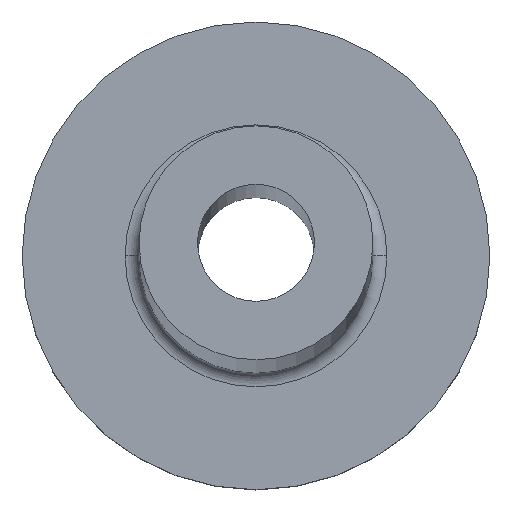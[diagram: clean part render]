
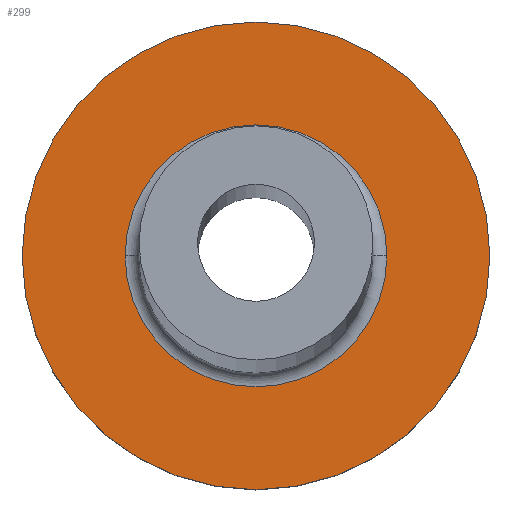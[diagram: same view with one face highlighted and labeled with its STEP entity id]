
A CAD part, top view. The second image highlights one B-rep face of the part: STEP entity #299.
In plain terms, the highlighted planar face has unit normal (0, 0, 1).
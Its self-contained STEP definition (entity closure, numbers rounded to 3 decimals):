
#5 = EDGE_CURVE ( 'NONE', #118, #291, #280, .T. ) ;
#7 = DIRECTION ( 'NONE',  ( 1., 0., 0. ) ) ;
#27 = ORIENTED_EDGE ( 'NONE', *, *, #101, .T. ) ;
#30 = CARTESIAN_POINT ( 'NONE',  ( 5., 0., 3. ) ) ;
#31 = CARTESIAN_POINT ( 'NONE',  ( 0., 0., 3. ) ) ;
#41 = DIRECTION ( 'NONE',  ( 1., 0., 0. ) ) ;
#56 = AXIS2_PLACEMENT_3D ( 'NONE', #31, #275, #7 ) ;
#62 = CARTESIAN_POINT ( 'NONE',  ( 0., 0., 3. ) ) ;
#76 = CARTESIAN_POINT ( 'NONE',  ( 0., 0., 3. ) ) ;
#77 = EDGE_CURVE ( 'NONE', #291, #118, #160, .T. ) ;
#78 = CARTESIAN_POINT ( 'NONE',  ( -5., 0., 3. ) ) ;
#100 = VERTEX_POINT ( 'NONE', #30 ) ;
#101 = EDGE_CURVE ( 'NONE', #271, #100, #121, .T. ) ;
#104 = DIRECTION ( 'NONE',  ( 0., 0., 1. ) ) ;
#107 = CIRCLE ( 'NONE', #205, 5. ) ;
#110 = FACE_OUTER_BOUND ( 'NONE', #373, .T. ) ;
#118 = VERTEX_POINT ( 'NONE', #358 ) ;
#119 = ORIENTED_EDGE ( 'NONE', *, *, #5, .T. ) ;
#121 = CIRCLE ( 'NONE', #350, 5. ) ;
#129 = DIRECTION ( 'NONE',  ( 0., 0., 1. ) ) ;
#134 = CARTESIAN_POINT ( 'NONE',  ( 0., 0., 3. ) ) ;
#160 = CIRCLE ( 'NONE', #242, 2.8 ) ;
#176 = ORIENTED_EDGE ( 'NONE', *, *, #244, .T. ) ;
#194 = DIRECTION ( 'NONE',  ( 1., 0., 0. ) ) ;
#205 = AXIS2_PLACEMENT_3D ( 'NONE', #134, #104, #41 ) ;
#232 = EDGE_LOOP ( 'NONE', ( #378, #119 ) ) ;
#239 = DIRECTION ( 'NONE',  ( 0., 0., -1. ) ) ;
#240 = DIRECTION ( 'NONE',  ( 1., 0., 0. ) ) ;
#242 = AXIS2_PLACEMENT_3D ( 'NONE', #327, #239, #240 ) ;
#244 = EDGE_CURVE ( 'NONE', #100, #271, #107, .T. ) ;
#269 = DIRECTION ( 'NONE',  ( 1., 0., 0. ) ) ;
#271 = VERTEX_POINT ( 'NONE', #78 ) ;
#275 = DIRECTION ( 'NONE',  ( 0., 0., -1. ) ) ;
#280 = CIRCLE ( 'NONE', #56, 2.8 ) ;
#282 = CARTESIAN_POINT ( 'NONE',  ( 2.8, 0., 3. ) ) ;
#283 = DIRECTION ( 'NONE',  ( 0., 0., 1. ) ) ;
#291 = VERTEX_POINT ( 'NONE', #282 ) ;
#299 = ADVANCED_FACE ( 'NONE', ( #366, #110 ), #340, .T. ) ;
#327 = CARTESIAN_POINT ( 'NONE',  ( 0., 0., 3. ) ) ;
#333 = AXIS2_PLACEMENT_3D ( 'NONE', #76, #283, #194 ) ;
#340 = PLANE ( 'NONE',  #333 ) ;
#350 = AXIS2_PLACEMENT_3D ( 'NONE', #62, #129, #269 ) ;
#358 = CARTESIAN_POINT ( 'NONE',  ( -2.8, 0., 3. ) ) ;
#366 = FACE_BOUND ( 'NONE', #232, .T. ) ;
#373 = EDGE_LOOP ( 'NONE', ( #27, #176 ) ) ;
#378 = ORIENTED_EDGE ( 'NONE', *, *, #77, .T. ) ;
